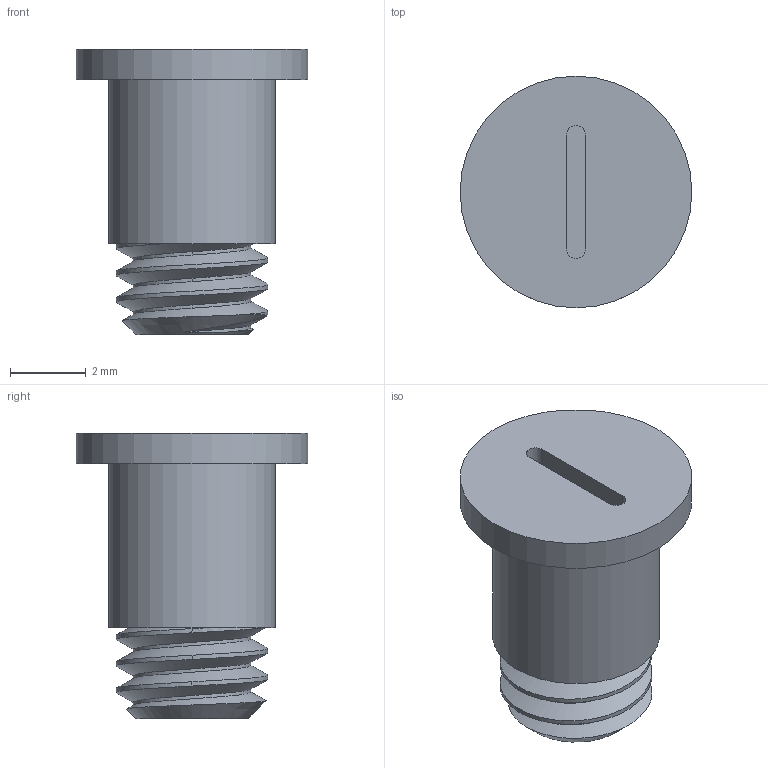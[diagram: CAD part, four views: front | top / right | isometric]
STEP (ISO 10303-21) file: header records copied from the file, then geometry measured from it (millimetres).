
FILE_DESCRIPTION(/* description */ ('STEP AP203'),/* implementation_level */ '2;1');
FILE_NAME(/* name */ 'translationalstage_basescrew_mk1.stp',/* time_stamp */ '2024-10-03T10:48:44+02:00',/* author */ ('Rik'),/* organization */ ('Microsoft'),/* preprocessor_version */ 'ST-DEVELOPER v19.2',/* originating_system */ 'Autodesk Inventor 2024',/* authorisation */ '');
FILE_SCHEMA (('AUTOMOTIVE_DESIGN { 1 0 10303 214 3 1 1 }'));
Length unit declared in the file: millimetre
Products named in the file (1): translationalstages_basescrew_mk1
Bounding box: 6.1 x 6.1 x 7.52 mm (x, y, z)
Volume: 109.1 mm3; surface area: 191 mm2
Topology: 1 solids, 1 shells, 23 faces, 54 edges, 36 vertices
Faces by surface type: cylinder 13, plane 7, bspline 2, cone 1
Full cylindrical faces by diameter (mm): 3.097 x3, 4 x2, 4.4 x1, 6.1 x1
Entity records: 2787 total; most frequent: CARTESIAN_POINT 2216, ORIENTED_EDGE 108, DIRECTION 90, EDGE_CURVE 54, VERTEX_POINT 36, AXIS2_PLACEMENT_3D 36, EDGE_LOOP 26, STYLED_ITEM 24
